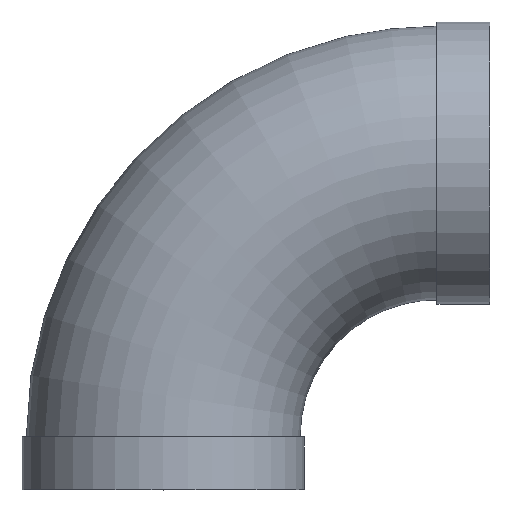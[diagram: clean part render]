
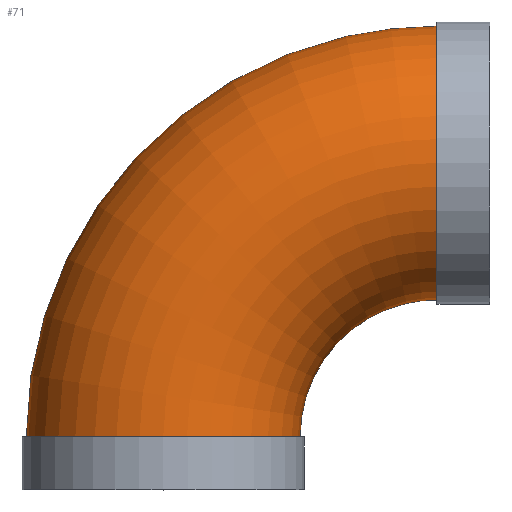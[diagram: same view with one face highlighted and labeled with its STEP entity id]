
A CAD part, top view. The second image highlights one B-rep face of the part: STEP entity #71.
In plain terms, the highlighted toroidal (fillet/blend) face has major radius 225 mm and minor radius 112.5 mm.
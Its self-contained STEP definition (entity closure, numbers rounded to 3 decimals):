
#71 = ADVANCED_FACE( '', ( #138, #139 ), #140, .T. );
#138 = FACE_OUTER_BOUND( '', #200, .T. );
#139 = FACE_OUTER_BOUND( '', #201, .T. );
#140 = TOROIDAL_SURFACE( '', #202, 225., 112.5 );
#200 = EDGE_LOOP( '', ( #262 ) );
#201 = EDGE_LOOP( '', ( #263 ) );
#202 = AXIS2_PLACEMENT_3D( '', #264, #265, #266 );
#262 = ORIENTED_EDGE( '', *, *, #299, .T. );
#263 = ORIENTED_EDGE( '', *, *, #303, .F. );
#264 = CARTESIAN_POINT( '', ( 225., 43.5, 0. ) );
#265 = DIRECTION( '', ( 0., 0., -1. ) );
#266 = DIRECTION( '', ( -1., 0., 0. ) );
#299 = EDGE_CURVE( '', #323, #323, #324, .T. );
#303 = EDGE_CURVE( '', #330, #330, #331, .T. );
#323 = VERTEX_POINT( '', #359 );
#324 = CIRCLE( '', #360, 112.5 );
#330 = VERTEX_POINT( '', #366 );
#331 = CIRCLE( '', #367, 112.5 );
#359 = CARTESIAN_POINT( '', ( 112.5, 43.5, 0. ) );
#360 = AXIS2_PLACEMENT_3D( '', #394, #395, #396 );
#366 = CARTESIAN_POINT( '', ( 225., 156., 0. ) );
#367 = AXIS2_PLACEMENT_3D( '', #403, #404, #405 );
#394 = CARTESIAN_POINT( '', ( 0., 43.5, 0. ) );
#395 = DIRECTION( '', ( 0., 1., 0. ) );
#396 = DIRECTION( '', ( 1., 0., 0. ) );
#403 = CARTESIAN_POINT( '', ( 225., 268.5, 0. ) );
#404 = DIRECTION( '', ( 1., 0., 0. ) );
#405 = DIRECTION( '', ( 0., -1., 0. ) );
